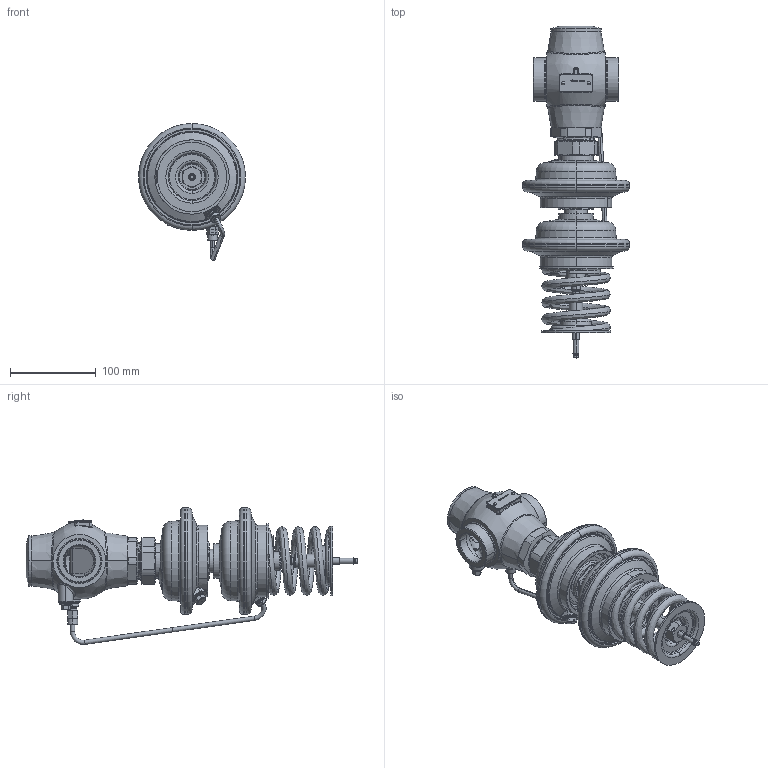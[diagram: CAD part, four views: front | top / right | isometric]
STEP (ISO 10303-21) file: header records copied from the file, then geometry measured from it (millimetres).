
FILE_DESCRIPTION((''),'2;1');
FILE_NAME('003H6696_ASM','2015-03-12T',('u317927'),('Danfoss'),'PRO/ENGINEER BY PARAMETRIC TECHNOLOGY CORPORATION, 2014000','PRO/ENGINEER BY PARAMETRIC TECHNOLOGY CORPORATION, 2014000','');
FILE_SCHEMA(('CONFIG_CONTROL_DESIGN'));
Length unit declared in the file: millimetre
Products named in the file (34): 8882046; 8882038_ASM; 8882846; 8882817_ASM; 88810790_ZAVIHAN; 8883732; 8883810; 8883905; 100002281ZI00; 8883814_ASM; 8881085; 8883849; 8881074; 8881075; 8881076; 8883848; 8890090; 8881102; 8883785_ASM; 5454030; 5211524; 8881022; 8882042; 5454032; 88810710; 5191729; 5184018; 8882005; 5589607; 1206227; 8881111; 8883503; 8883543; 003H6696_ASM
Assembly tree (40 placements, depth 4):
  003H6696_ASM
    8882038_ASM
      8882046
    8882817_ASM
      8882846
    8883785_ASM
      88810790_ZAVIHAN  x2
      8883732
      8883810  x2
      8883905
      8883814_ASM
        100002281ZI00
      8881085  x2
      8883849
      8881074
      8881075
      8881076
      8883848
      8890090
      8881102
    5454030  x2
    5211524  x2
    8881022
    8882042
    5454032  x2
    88810710
    5191729
    5184018
    8882005
    5589607  x2
    1206227
    8881111
    8883503
    8883543
Bounding box: 125.09 x 388.3 x 160.25 mm (x, y, z)
Volume: 819120.5 mm3; surface area: 380126.7 mm2
Topology: 36 solids, 59 shells, 2146 faces, 4966 edges, 3020 vertices
Faces by surface type: plane 719, cylinder 555, cone 408, torus 319, bspline 132, sphere 13
Entity records: 56604 total; most frequent: CARTESIAN_POINT 18608, DIRECTION 8323, ORIENTED_EDGE 7480, EDGE_CURVE 3781, AXIS2_PLACEMENT_3D 3547, VERTEX_POINT 2291, CIRCLE 1884, EDGE_LOOP 1831
